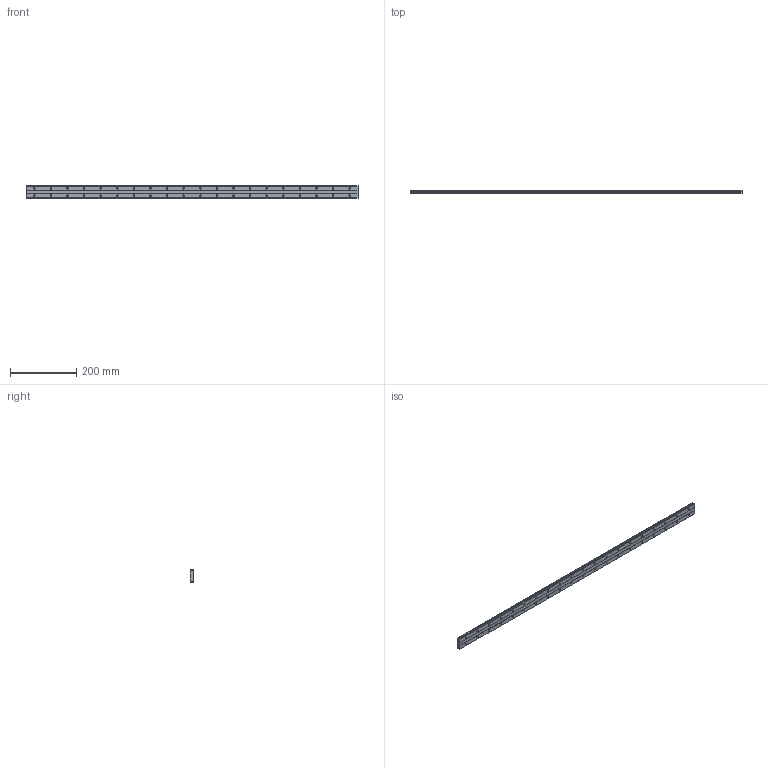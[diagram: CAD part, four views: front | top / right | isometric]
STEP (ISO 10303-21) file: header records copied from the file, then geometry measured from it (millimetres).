
FILE_DESCRIPTION (( 'STEP AP214' ), '1' );
FILE_NAME ('HRW21CA1UU-1000L_G25_0_B-M6F_470-6_0_0_0_1.STEP', '2021-07-02T11:03:34', ( '' ), ( '' ), 'SwSTEP 2.0', 'SolidWorks 2021', '' );
FILE_SCHEMA (( 'AUTOMOTIVE_DESIGN' ));
Length unit declared in the file: millimetre
Products named in the file (2): _HRW21CA100025 Track; HRW21CA1UU-1000L_G25_0_B-M6F_470-6_0_0_0_1
Assembly tree (1 placements, depth 2):
  HRW21CA1UU-1000L_G25_0_B-M6F_470-6_0_0_0_1
    _HRW21CA100025 Track
Bounding box: 1000 x 11 x 37 mm (x, y, z)
Volume: 361124.8 mm3; surface area: 107124.8 mm2
Topology: 1 solids, 1 shells, 234 faces, 576 edges, 384 vertices
Faces by surface type: cylinder 164, plane 70
Entity records: 7314 total; most frequent: DIRECTION 1380, CARTESIAN_POINT 1198, ORIENTED_EDGE 1152, EDGE_CURVE 576, AXIS2_PLACEMENT_3D 566, VERTEX_POINT 384, EDGE_LOOP 354, CIRCLE 328
